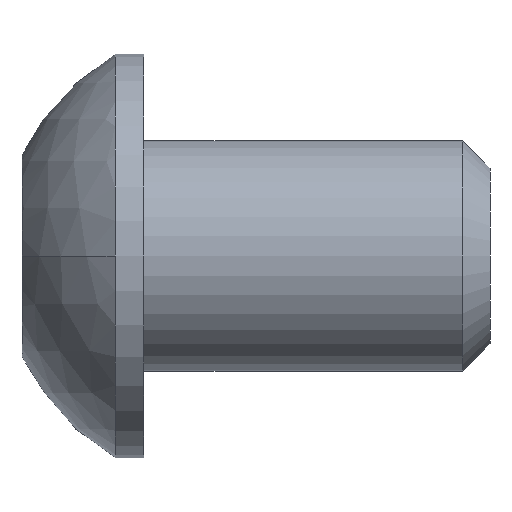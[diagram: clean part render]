
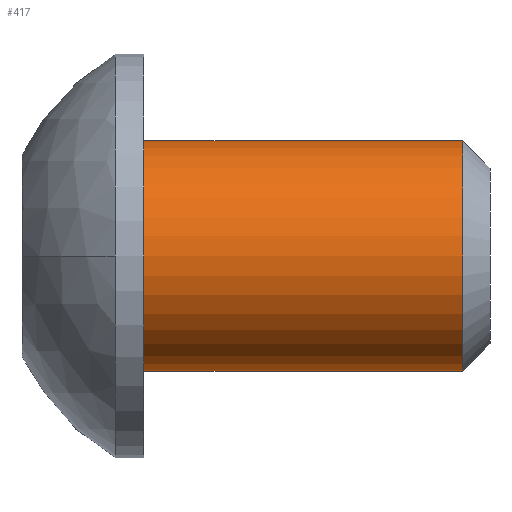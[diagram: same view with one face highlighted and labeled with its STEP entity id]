
A CAD part, front view. The second image highlights one B-rep face of the part: STEP entity #417.
In plain terms, the highlighted cylindrical face has radius 3.175 mm (diameter 6.35 mm), a partial arc.
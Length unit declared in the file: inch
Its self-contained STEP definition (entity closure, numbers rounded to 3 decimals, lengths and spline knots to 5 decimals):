
#39 = EDGE_LOOP ( 'NONE', ( #54, #122, #216, #525 ) ) ;
#54 = ORIENTED_EDGE ( 'NONE', *, *, #580, .F. ) ;
#60 = DIRECTION ( 'NONE',  ( 0., 0., 1. ) ) ;
#76 = CARTESIAN_POINT ( 'NONE',  ( 0.47725, 0., 0. ) ) ;
#88 = CARTESIAN_POINT ( 'NONE',  ( 0., 0., 0.125 ) ) ;
#122 = ORIENTED_EDGE ( 'NONE', *, *, #599, .T. ) ;
#195 = DIRECTION ( 'NONE',  ( -1., 0., 0. ) ) ;
#197 = VERTEX_POINT ( 'NONE', #598 ) ;
#199 = EDGE_CURVE ( 'NONE', #478, #197, #676, .T. ) ;
#214 = CYLINDRICAL_SURFACE ( 'NONE', #466, 0.125 ) ;
#216 = ORIENTED_EDGE ( 'NONE', *, *, #309, .T. ) ;
#226 = VECTOR ( 'NONE', #313, 39.37008 ) ;
#242 = CARTESIAN_POINT ( 'NONE',  ( 0.47725, 0., 0.125 ) ) ;
#262 = FACE_OUTER_BOUND ( 'NONE', #39, .T. ) ;
#309 = EDGE_CURVE ( 'NONE', #581, #197, #368, .T. ) ;
#313 = DIRECTION ( 'NONE',  ( -1., 0., 0. ) ) ;
#329 = DIRECTION ( 'NONE',  ( -1., 0., 0. ) ) ;
#335 = CIRCLE ( 'NONE', #632, 0.125 ) ;
#348 = CARTESIAN_POINT ( 'NONE',  ( 0.47725, 0., -0.125 ) ) ;
#363 = DIRECTION ( 'NONE',  ( -1., 0., 0. ) ) ;
#368 = LINE ( 'NONE', #88, #226 ) ;
#417 = ADVANCED_FACE ( 'NONE', ( #262 ), #214, .T. ) ;
#429 = AXIS2_PLACEMENT_3D ( 'NONE', #544, #477, #535 ) ;
#466 = AXIS2_PLACEMENT_3D ( 'NONE', #506, #329, #60 ) ;
#471 = DIRECTION ( 'NONE',  ( 0., 0., 1. ) ) ;
#477 = DIRECTION ( 'NONE',  ( -1., 0., 0. ) ) ;
#478 = VERTEX_POINT ( 'NONE', #522 ) ;
#506 = CARTESIAN_POINT ( 'NONE',  ( 0., 0., 0. ) ) ;
#522 = CARTESIAN_POINT ( 'NONE',  ( 0.132, 0., -0.125 ) ) ;
#525 = ORIENTED_EDGE ( 'NONE', *, *, #199, .F. ) ;
#535 = DIRECTION ( 'NONE',  ( 0., 0., 1. ) ) ;
#544 = CARTESIAN_POINT ( 'NONE',  ( 0.132, 0., 0. ) ) ;
#552 = VECTOR ( 'NONE', #363, 39.37008 ) ;
#555 = VERTEX_POINT ( 'NONE', #348 ) ;
#580 = EDGE_CURVE ( 'NONE', #555, #478, #590, .T. ) ;
#581 = VERTEX_POINT ( 'NONE', #242 ) ;
#590 = LINE ( 'NONE', #701, #552 ) ;
#598 = CARTESIAN_POINT ( 'NONE',  ( 0.132, 0., 0.125 ) ) ;
#599 = EDGE_CURVE ( 'NONE', #555, #581, #335, .T. ) ;
#632 = AXIS2_PLACEMENT_3D ( 'NONE', #76, #195, #471 ) ;
#676 = CIRCLE ( 'NONE', #429, 0.125 ) ;
#701 = CARTESIAN_POINT ( 'NONE',  ( 0., 0., -0.125 ) ) ;
